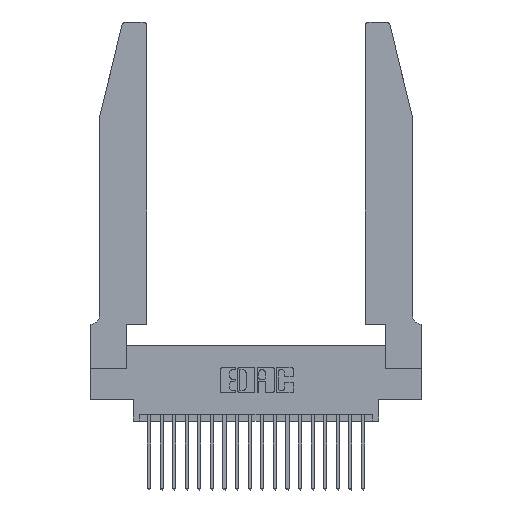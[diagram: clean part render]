
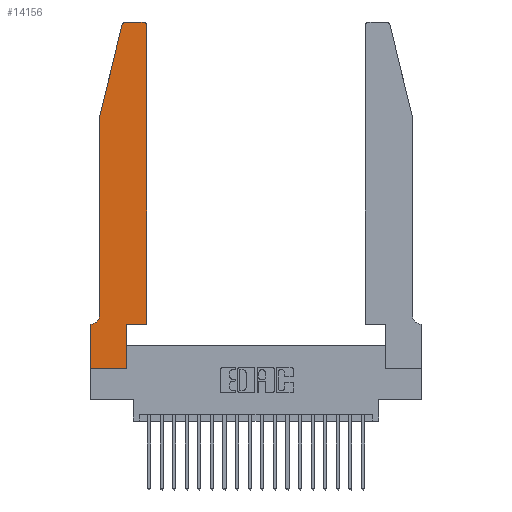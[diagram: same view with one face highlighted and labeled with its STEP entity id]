
A CAD part, top view. The second image highlights one B-rep face of the part: STEP entity #14156.
In plain terms, the highlighted planar face has unit normal (0, 0, 1).
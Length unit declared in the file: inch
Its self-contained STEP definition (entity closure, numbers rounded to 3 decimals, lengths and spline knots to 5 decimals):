
#64 = ORIENTED_EDGE ( 'NONE', *, *, #6628, .T. ) ;
#100 = VERTEX_POINT ( 'NONE', #6825 ) ;
#176 = AXIS2_PLACEMENT_3D ( 'NONE', #21268, #2304, #21403 ) ;
#615 = LINE ( 'NONE', #3332, #13860 ) ;
#787 = ORIENTED_EDGE ( 'NONE', *, *, #2645, .T. ) ;
#938 = EDGE_CURVE ( 'NONE', #2272, #6814, #615, .T. ) ;
#1016 = DIRECTION ( 'NONE',  ( 1., 0., 0. ) ) ;
#1399 = ORIENTED_EDGE ( 'NONE', *, *, #11713, .T. ) ;
#1640 = ORIENTED_EDGE ( 'NONE', *, *, #14983, .T. ) ;
#1734 = CARTESIAN_POINT ( 'NONE',  ( 0.25487, 2.72718, 0.37 ) ) ;
#1941 = VECTOR ( 'NONE', #12491, 39.37008 ) ;
#2058 = VECTOR ( 'NONE', #1016, 39.37008 ) ;
#2064 = CARTESIAN_POINT ( 'NONE',  ( 0., 0., 0.37 ) ) ;
#2272 = VERTEX_POINT ( 'NONE', #10928 ) ;
#2304 = DIRECTION ( 'NONE',  ( 0., 0., -1. ) ) ;
#2638 = CARTESIAN_POINT ( 'NONE',  ( 0.0055, 0.35, 0.37 ) ) ;
#2645 = EDGE_CURVE ( 'NONE', #2999, #11415, #15730, .T. ) ;
#2740 = ORIENTED_EDGE ( 'NONE', *, *, #17848, .T. ) ;
#2962 = CARTESIAN_POINT ( 'NONE',  ( 0.4505, 0.35, 0.37 ) ) ;
#2999 = VERTEX_POINT ( 'NONE', #12260 ) ;
#3156 = DIRECTION ( 'NONE',  ( 0., 0., 1. ) ) ;
#3244 = EDGE_CURVE ( 'NONE', #3466, #2272, #18094, .T. ) ;
#3296 = PLANE ( 'NONE',  #6249 ) ;
#3332 = CARTESIAN_POINT ( 'NONE',  ( 0., 0., 0.37 ) ) ;
#3466 = VERTEX_POINT ( 'NONE', #2638 ) ;
#3540 = EDGE_LOOP ( 'NONE', ( #787, #18188, #2740, #7292, #1640, #10213, #17914, #64, #15475, #4008, #16921, #1399 ) ) ;
#4008 = ORIENTED_EDGE ( 'NONE', *, *, #6942, .T. ) ;
#4542 = DIRECTION ( 'NONE',  ( 0., -1., 0. ) ) ;
#4615 = CARTESIAN_POINT ( 'NONE',  ( 0.0755, 2., 0.37 ) ) ;
#4854 = CARTESIAN_POINT ( 'NONE',  ( 0.0755, 2., 0.37 ) ) ;
#5123 = CARTESIAN_POINT ( 'NONE',  ( 0.4205, 2.72, 0.37 ) ) ;
#5457 = LINE ( 'NONE', #19247, #1941 ) ;
#5977 = VERTEX_POINT ( 'NONE', #4854 ) ;
#6249 = AXIS2_PLACEMENT_3D ( 'NONE', #10123, #3156, #16964 ) ;
#6475 = DIRECTION ( 'NONE',  ( 0., 0., 1. ) ) ;
#6536 = DIRECTION ( 'NONE',  ( 0., -1., 0. ) ) ;
#6628 = EDGE_CURVE ( 'NONE', #6814, #12256, #16629, .T. ) ;
#6814 = VERTEX_POINT ( 'NONE', #2064 ) ;
#6825 = CARTESIAN_POINT ( 'NONE',  ( 0.2865, 0.35, 0.37 ) ) ;
#6942 = EDGE_CURVE ( 'NONE', #100, #21794, #8270, .T. ) ;
#6946 = AXIS2_PLACEMENT_3D ( 'NONE', #5123, #6475, #15295 ) ;
#7032 = EDGE_CURVE ( 'NONE', #11415, #18870, #21964, .T. ) ;
#7292 = ORIENTED_EDGE ( 'NONE', *, *, #16864, .T. ) ;
#7465 = CARTESIAN_POINT ( 'NONE',  ( 0.4505, 0.35, 0.37 ) ) ;
#7785 = CARTESIAN_POINT ( 'NONE',  ( 0.0755, 0.35, 0.37 ) ) ;
#7891 = EDGE_CURVE ( 'NONE', #12256, #100, #18731, .T. ) ;
#8270 = LINE ( 'NONE', #7465, #12878 ) ;
#8739 = VERTEX_POINT ( 'NONE', #11754 ) ;
#8766 = VERTEX_POINT ( 'NONE', #21713 ) ;
#8901 = DIRECTION ( 'NONE',  ( 1., 0., 0. ) ) ;
#9048 = DIRECTION ( 'NONE',  ( 0., 0., 1. ) ) ;
#9339 = CARTESIAN_POINT ( 'NONE',  ( 0.2605, 2.75, 0.37 ) ) ;
#10123 = CARTESIAN_POINT ( 'NONE',  ( 0., 0.35, 0.37 ) ) ;
#10129 = VECTOR ( 'NONE', #15811, 39.37008 ) ;
#10213 = ORIENTED_EDGE ( 'NONE', *, *, #3244, .T. ) ;
#10928 = CARTESIAN_POINT ( 'NONE',  ( 0., 0.35, 0.37 ) ) ;
#11161 = CARTESIAN_POINT ( 'NONE',  ( 0.284, 2.75, 0.37 ) ) ;
#11415 = VERTEX_POINT ( 'NONE', #11161 ) ;
#11713 = EDGE_CURVE ( 'NONE', #8766, #2999, #21867, .T. ) ;
#11754 = CARTESIAN_POINT ( 'NONE',  ( 0.0755, 0.42, 0.37 ) ) ;
#12256 = VERTEX_POINT ( 'NONE', #17401 ) ;
#12260 = CARTESIAN_POINT ( 'NONE',  ( 0.4205, 2.75, 0.37 ) ) ;
#12358 = CARTESIAN_POINT ( 'NONE',  ( 0.2865, 0.35, 0.37 ) ) ;
#12491 = DIRECTION ( 'NONE',  ( -0.239, -0.971, 0. ) ) ;
#12520 = DIRECTION ( 'NONE',  ( 1., 0., 0. ) ) ;
#12878 = VECTOR ( 'NONE', #12520, 39.37008 ) ;
#12892 = LINE ( 'NONE', #2962, #19605 ) ;
#13453 = CIRCLE ( 'NONE', #176, 0.07 ) ;
#13549 = VECTOR ( 'NONE', #21455, 39.37008 ) ;
#13860 = VECTOR ( 'NONE', #6536, 39.37008 ) ;
#14156 = ADVANCED_FACE ( 'NONE', ( #16683 ), #3296, .T. ) ;
#14256 = CARTESIAN_POINT ( 'NONE',  ( 0.284, 2.72, 0.37 ) ) ;
#14403 = AXIS2_PLACEMENT_3D ( 'NONE', #14256, #9048, #8901 ) ;
#14876 = CARTESIAN_POINT ( 'NONE',  ( 0., 0., 0.37 ) ) ;
#14983 = EDGE_CURVE ( 'NONE', #8739, #3466, #13453, .T. ) ;
#15239 = EDGE_CURVE ( 'NONE', #21794, #8766, #12892, .T. ) ;
#15295 = DIRECTION ( 'NONE',  ( 1., 0., 0. ) ) ;
#15475 = ORIENTED_EDGE ( 'NONE', *, *, #7891, .T. ) ;
#15730 = LINE ( 'NONE', #9339, #22170 ) ;
#15811 = DIRECTION ( 'NONE',  ( 0., 1., 0. ) ) ;
#16278 = DIRECTION ( 'NONE',  ( -1., 0., 0. ) ) ;
#16629 = LINE ( 'NONE', #14876, #2058 ) ;
#16683 = FACE_OUTER_BOUND ( 'NONE', #3540, .T. ) ;
#16864 = EDGE_CURVE ( 'NONE', #5977, #8739, #17103, .T. ) ;
#16921 = ORIENTED_EDGE ( 'NONE', *, *, #15239, .T. ) ;
#16964 = DIRECTION ( 'NONE',  ( 1., 0., 0. ) ) ;
#17057 = CARTESIAN_POINT ( 'NONE',  ( 0.4505, 0.35, 0.37 ) ) ;
#17103 = LINE ( 'NONE', #4615, #18969 ) ;
#17401 = CARTESIAN_POINT ( 'NONE',  ( 0.2865, 0., 0.37 ) ) ;
#17848 = EDGE_CURVE ( 'NONE', #18870, #5977, #5457, .T. ) ;
#17914 = ORIENTED_EDGE ( 'NONE', *, *, #938, .T. ) ;
#18094 = LINE ( 'NONE', #7785, #13549 ) ;
#18188 = ORIENTED_EDGE ( 'NONE', *, *, #7032, .T. ) ;
#18714 = DIRECTION ( 'NONE',  ( 0., 1., 0. ) ) ;
#18731 = LINE ( 'NONE', #12358, #10129 ) ;
#18870 = VERTEX_POINT ( 'NONE', #1734 ) ;
#18969 = VECTOR ( 'NONE', #4542, 39.37008 ) ;
#19247 = CARTESIAN_POINT ( 'NONE',  ( 0.0755, 2., 0.37 ) ) ;
#19605 = VECTOR ( 'NONE', #18714, 39.37008 ) ;
#21268 = CARTESIAN_POINT ( 'NONE',  ( 0.0055, 0.42, 0.37 ) ) ;
#21403 = DIRECTION ( 'NONE',  ( -1., 0., 0. ) ) ;
#21455 = DIRECTION ( 'NONE',  ( -1., 0., 0. ) ) ;
#21713 = CARTESIAN_POINT ( 'NONE',  ( 0.4505, 2.72, 0.37 ) ) ;
#21794 = VERTEX_POINT ( 'NONE', #17057 ) ;
#21867 = CIRCLE ( 'NONE', #6946, 0.03 ) ;
#21964 = CIRCLE ( 'NONE', #14403, 0.03 ) ;
#22170 = VECTOR ( 'NONE', #16278, 39.37008 ) ;
